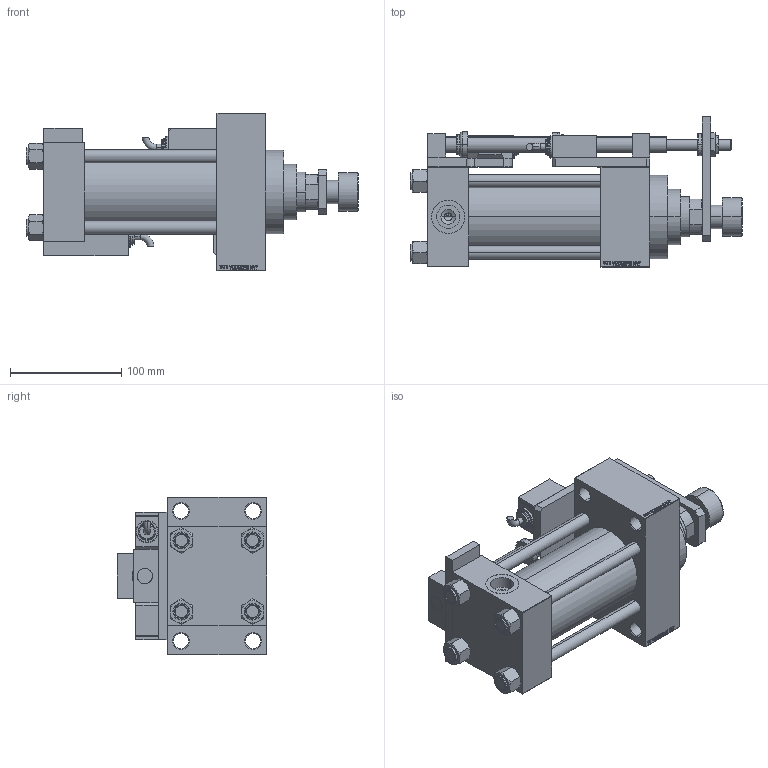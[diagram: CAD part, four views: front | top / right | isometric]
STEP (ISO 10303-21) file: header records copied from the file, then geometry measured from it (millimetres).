
FILE_DESCRIPTION (( 'STEP AP203' ), '1' );
FILE_NAME ('8e19.STEP', '2024-02-01T09:10:13', ( '' ), ( '' ), 'SwSTEP 2.0', 'SolidWorks 2019', '' );
FILE_SCHEMA (( 'CONFIG_CONTROL_DESIGN' ));
Length unit declared in the file: millimetre
Products named in the file (18): V215CR_ROD_END_F df80cdeb0f7a0f797b190a81a825bfd3; V215CD_SWITCH_Q_DIMA df80cdeb0f7a0f797b190a81a825bfd3; V215CD_SWITCH_Q_TYC df80cdeb0f7a0f797b190a81a825bfd3; V215CD_VC_A df80cdeb0f7a0f797b190a81a825bfd3; V215CD_SWITCH_Q_PODLOZKA_BACK df80cdeb0f7a0f797b190a81a825bfd3; V215CD_D_TYCINKA df80cdeb0f7a0f797b190a81a825bfd3; V215CD_SWITCH_Q_NUT10 df80cdeb0f7a0f797b190a81a825bfd3; 8e19; V215CD_SWITCH_Q_PODLOZKA_FRONT df80cdeb0f7a0f797b190a81a825bfd3; V215CD_SWITCH_Q_NUT df80cdeb0f7a0f797b190a81a825bfd3; V215CD_NUT_M5_D df80cdeb0f7a0f797b190a81a825bfd3; V215CD_SWITCH_Q_SWITCH df80cdeb0f7a0f797b190a81a825bfd3; V215CD_D_Body df80cdeb0f7a0f797b190a81a825bfd3; V215CD_SWITCH_Q_ZARAZKA df80cdeb0f7a0f797b190a81a825bfd3; Zatka_pro_OIL_PORT df80cdeb0f7a0f797b190a81a825bfd3; V215CD_SWITCH_Q_MAGNET df80cdeb0f7a0f797b190a81a825bfd3; V215CD_VCP_D df80cdeb0f7a0f797b190a81a825bfd3; V215CD_SWITCH_Q_BLOK df80cdeb0f7a0f797b190a81a825bfd3
Assembly tree (26 placements, depth 2):
  8e19
    V215CD_D_Body df80cdeb0f7a0f797b190a81a825bfd3
    V215CD_VC_A df80cdeb0f7a0f797b190a81a825bfd3
    V215CD_VCP_D df80cdeb0f7a0f797b190a81a825bfd3
    V215CD_D_TYCINKA df80cdeb0f7a0f797b190a81a825bfd3  x4
    V215CD_NUT_M5_D df80cdeb0f7a0f797b190a81a825bfd3  x4
    V215CR_ROD_END_F df80cdeb0f7a0f797b190a81a825bfd3
    V215CD_SWITCH_Q_BLOK df80cdeb0f7a0f797b190a81a825bfd3  x2
    V215CD_SWITCH_Q_DIMA df80cdeb0f7a0f797b190a81a825bfd3
    V215CD_SWITCH_Q_MAGNET df80cdeb0f7a0f797b190a81a825bfd3  x2
    V215CD_SWITCH_Q_NUT df80cdeb0f7a0f797b190a81a825bfd3
    V215CD_SWITCH_Q_NUT10 df80cdeb0f7a0f797b190a81a825bfd3
    V215CD_SWITCH_Q_PODLOZKA_BACK df80cdeb0f7a0f797b190a81a825bfd3
    V215CD_SWITCH_Q_PODLOZKA_FRONT df80cdeb0f7a0f797b190a81a825bfd3
    V215CD_SWITCH_Q_SWITCH df80cdeb0f7a0f797b190a81a825bfd3  x2
    V215CD_SWITCH_Q_TYC df80cdeb0f7a0f797b190a81a825bfd3
    V215CD_SWITCH_Q_ZARAZKA df80cdeb0f7a0f797b190a81a825bfd3
    Zatka_pro_OIL_PORT df80cdeb0f7a0f797b190a81a825bfd3
Bounding box: 299 x 135 x 142 mm (x, y, z)
Volume: 1530817.6 mm3; surface area: 342376.5 mm2
Topology: 26 solids, 26 shells, 1398 faces, 3414 edges, 2201 vertices
Faces by surface type: plane 646, bspline 368, cone 177, cylinder 167, torus 40
Entity records: 55103 total; most frequent: CARTESIAN_POINT 26503, ORIENTED_EDGE 5996, DIRECTION 4301, EDGE_CURVE 2998, VERTEX_POINT 1953, LINE 1759, VECTOR 1759, EDGE_LOOP 1371
